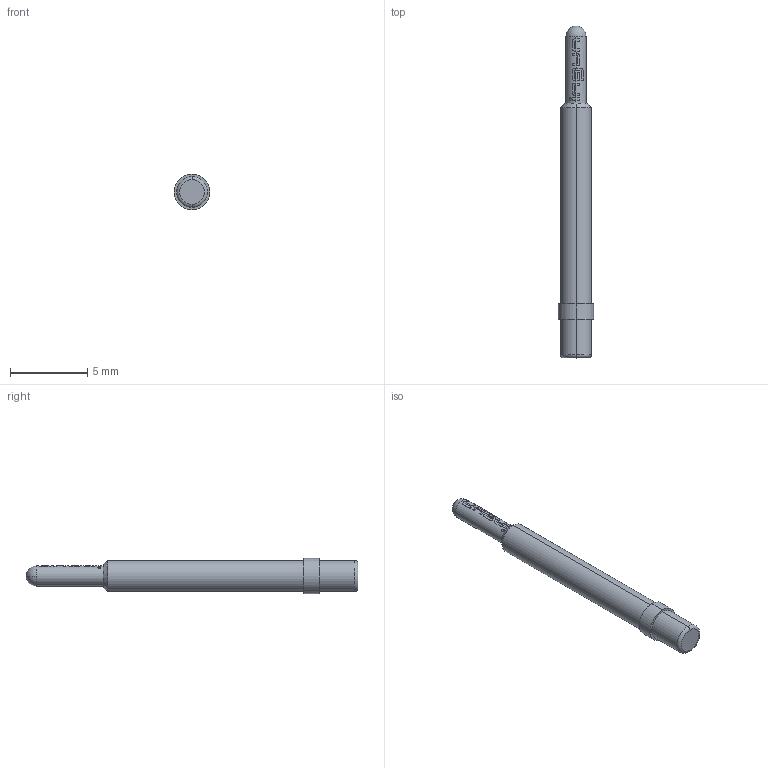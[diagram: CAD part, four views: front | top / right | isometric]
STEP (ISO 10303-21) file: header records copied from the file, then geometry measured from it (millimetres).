
FILE_DESCRIPTION (( 'STEP AP203' ), '1' );
FILE_NAME ('INGUN_GKS-986_105_130_A_xx01.STEP', '2021-09-13T13:26:44', ( 'ochi' ), ( '' ), 'SwSTEP 2.0', 'SolidWorks 2018', '' );
FILE_SCHEMA (( 'CONFIG_CONTROL_DESIGN' ));
Length unit declared in the file: millimetre
Products named in the file (1): INGUN_GKS-986_105_130_A_xx01
Bounding box: 2.3 x 21.5 x 2.3 mm (x, y, z)
Volume: 58.9 mm3; surface area: 130.6 mm2
Topology: 1 solids, 1 shells, 99 faces, 278 edges, 183 vertices
Faces by surface type: bspline 42, cylinder 27, plane 24, sphere 2, cone 2, torus 2
Entity records: 4332 total; most frequent: CARTESIAN_POINT 2252, ORIENTED_EDGE 552, EDGE_CURVE 276, B_SPLINE_CURVE_WITH_KNOTS 222, DIRECTION 196, VERTEX_POINT 183, EDGE_LOOP 103, ADVANCED_FACE 99
